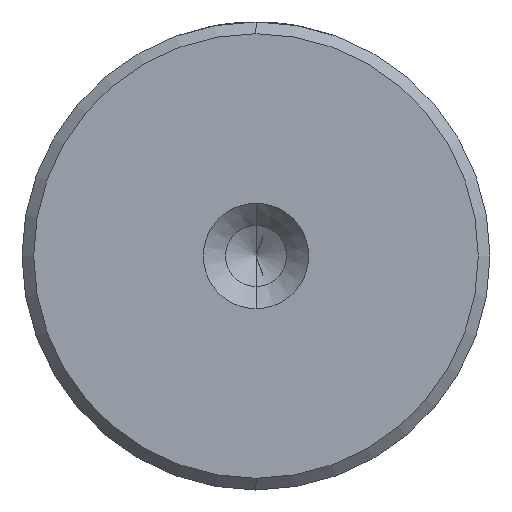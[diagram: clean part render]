
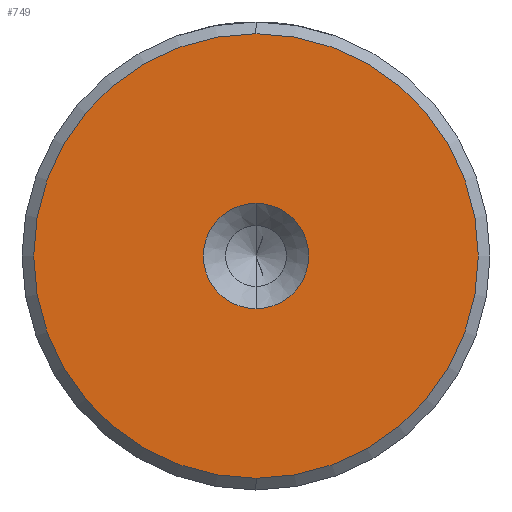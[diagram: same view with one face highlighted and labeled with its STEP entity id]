
A CAD part, left-side view. The second image highlights one B-rep face of the part: STEP entity #749.
In plain terms, the highlighted planar face has unit normal (-1, 0, 0).
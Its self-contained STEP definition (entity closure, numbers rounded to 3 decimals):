
#5 = DIRECTION ( 'NONE',  ( 0., 0., 1. ) ) ;
#18 = CARTESIAN_POINT ( 'NONE',  ( 0., 0., 0. ) ) ;
#204 = DIRECTION ( 'NONE',  ( -1., 0., 0. ) ) ;
#209 = DIRECTION ( 'NONE',  ( 0., 0., 1. ) ) ;
#247 = EDGE_CURVE ( 'NONE', #1544, #1749, #1219, .T. ) ;
#352 = CARTESIAN_POINT ( 'NONE',  ( 0., 0., 0. ) ) ;
#545 = DIRECTION ( 'NONE',  ( 0., 0., 1. ) ) ;
#690 = VERTEX_POINT ( 'NONE', #1885 ) ;
#721 = AXIS2_PLACEMENT_3D ( 'NONE', #1069, #204, #5 ) ;
#749 = ADVANCED_FACE ( 'NONE', ( #2173, #1262 ), #1601, .T. ) ;
#753 = CIRCLE ( 'NONE', #1284, 9.5 ) ;
#845 = DIRECTION ( 'NONE',  ( 0., 0., 1. ) ) ;
#854 = EDGE_CURVE ( 'NONE', #1749, #1544, #753, .T. ) ;
#886 = EDGE_LOOP ( 'NONE', ( #1879, #2041 ) ) ;
#926 = AXIS2_PLACEMENT_3D ( 'NONE', #18, #1260, #209 ) ;
#994 = DIRECTION ( 'NONE',  ( -1., 0., 0. ) ) ;
#1001 = CARTESIAN_POINT ( 'NONE',  ( 0., 0., 0. ) ) ;
#1069 = CARTESIAN_POINT ( 'NONE',  ( 0., 0., 0. ) ) ;
#1161 = EDGE_LOOP ( 'NONE', ( #1720, #1373 ) ) ;
#1213 = CARTESIAN_POINT ( 'NONE',  ( 0., 0., 9.5 ) ) ;
#1219 = CIRCLE ( 'NONE', #1451, 9.5 ) ;
#1248 = AXIS2_PLACEMENT_3D ( 'NONE', #352, #1564, #545 ) ;
#1260 = DIRECTION ( 'NONE',  ( -1., 0., 0. ) ) ;
#1262 = FACE_BOUND ( 'NONE', #886, .T. ) ;
#1284 = AXIS2_PLACEMENT_3D ( 'NONE', #1001, #994, #845 ) ;
#1294 = EDGE_CURVE ( 'NONE', #2022, #690, #1384, .T. ) ;
#1373 = ORIENTED_EDGE ( 'NONE', *, *, #247, .T. ) ;
#1384 = CIRCLE ( 'NONE', #926, 2.25 ) ;
#1451 = AXIS2_PLACEMENT_3D ( 'NONE', #1572, #1563, #1546 ) ;
#1544 = VERTEX_POINT ( 'NONE', #1213 ) ;
#1546 = DIRECTION ( 'NONE',  ( 0., 0., 1. ) ) ;
#1563 = DIRECTION ( 'NONE',  ( -1., 0., 0. ) ) ;
#1564 = DIRECTION ( 'NONE',  ( -1., 0., 0. ) ) ;
#1572 = CARTESIAN_POINT ( 'NONE',  ( 0., 0., 0. ) ) ;
#1601 = PLANE ( 'NONE',  #721 ) ;
#1720 = ORIENTED_EDGE ( 'NONE', *, *, #854, .T. ) ;
#1749 = VERTEX_POINT ( 'NONE', #1837 ) ;
#1837 = CARTESIAN_POINT ( 'NONE',  ( 0., 0., -9.5 ) ) ;
#1879 = ORIENTED_EDGE ( 'NONE', *, *, #1887, .F. ) ;
#1885 = CARTESIAN_POINT ( 'NONE',  ( 0., 0., 2.25 ) ) ;
#1887 = EDGE_CURVE ( 'NONE', #690, #2022, #2136, .T. ) ;
#1977 = CARTESIAN_POINT ( 'NONE',  ( 0., 0., -2.25 ) ) ;
#2022 = VERTEX_POINT ( 'NONE', #1977 ) ;
#2041 = ORIENTED_EDGE ( 'NONE', *, *, #1294, .F. ) ;
#2136 = CIRCLE ( 'NONE', #1248, 2.25 ) ;
#2173 = FACE_OUTER_BOUND ( 'NONE', #1161, .T. ) ;
